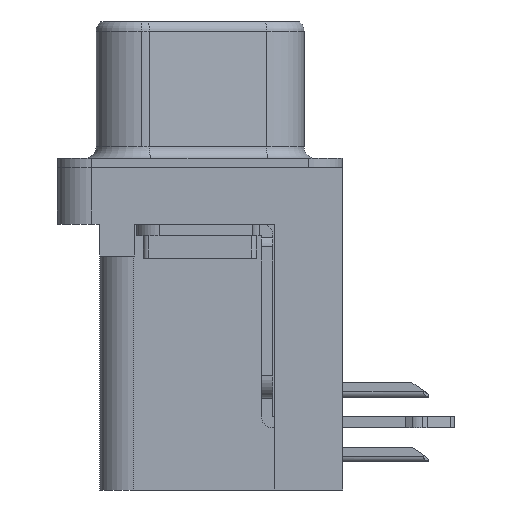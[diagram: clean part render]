
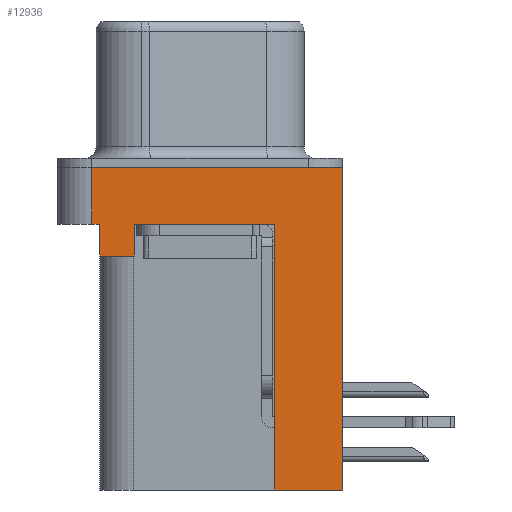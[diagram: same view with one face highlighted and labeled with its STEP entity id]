
A CAD part, left-side view. The second image highlights one B-rep face of the part: STEP entity #12936.
In plain terms, the highlighted planar face has unit normal (-1, 0, 0).
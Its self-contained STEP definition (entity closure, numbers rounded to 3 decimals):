
#341 = LINE ( 'NONE', #8273, #16460 ) ;
#527 = ORIENTED_EDGE ( 'NONE', *, *, #3168, .F. ) ;
#542 = LINE ( 'NONE', #4176, #15634 ) ;
#682 = EDGE_CURVE ( 'NONE', #14807, #4926, #341, .T. ) ;
#766 = LINE ( 'NONE', #12032, #8480 ) ;
#816 = DIRECTION ( 'NONE',  ( 0., 0., 1. ) ) ;
#852 = EDGE_CURVE ( 'NONE', #15542, #5878, #766, .T. ) ;
#891 = EDGE_LOOP ( 'NONE', ( #2019, #12831, #9698, #16474, #527, #1796, #5133, #9158, #15794, #10033 ) ) ;
#1019 = AXIS2_PLACEMENT_3D ( 'NONE', #13995, #12589, #6210 ) ;
#1055 = CARTESIAN_POINT ( 'NONE',  ( -2.91, 2.895, -3.9 ) ) ;
#1138 = CARTESIAN_POINT ( 'NONE',  ( -2.91, -6.275, -2.5 ) ) ;
#1757 = CARTESIAN_POINT ( 'NONE',  ( -2.91, 4.425, -3.9 ) ) ;
#1796 = ORIENTED_EDGE ( 'NONE', *, *, #5913, .T. ) ;
#1857 = LINE ( 'NONE', #12029, #16486 ) ;
#2019 = ORIENTED_EDGE ( 'NONE', *, *, #682, .F. ) ;
#2347 = FACE_OUTER_BOUND ( 'NONE', #891, .T. ) ;
#3168 = EDGE_CURVE ( 'NONE', #14918, #15542, #13345, .T. ) ;
#3265 = CARTESIAN_POINT ( 'NONE',  ( -2.91, -3.295, -14.2 ) ) ;
#3523 = PLANE ( 'NONE',  #1019 ) ;
#3666 = EDGE_CURVE ( 'NONE', #12358, #3960, #542, .T. ) ;
#3960 = VERTEX_POINT ( 'NONE', #15230 ) ;
#4034 = CARTESIAN_POINT ( 'NONE',  ( -2.91, -3.295, -2.5 ) ) ;
#4176 = CARTESIAN_POINT ( 'NONE',  ( -2.91, -3.295, -14.2 ) ) ;
#4681 = LINE ( 'NONE', #9112, #7424 ) ;
#4926 = VERTEX_POINT ( 'NONE', #15469 ) ;
#4952 = EDGE_CURVE ( 'NONE', #7250, #5878, #4681, .T. ) ;
#5133 = ORIENTED_EDGE ( 'NONE', *, *, #7710, .T. ) ;
#5234 = DIRECTION ( 'NONE',  ( 0., -1., 0. ) ) ;
#5410 = DIRECTION ( 'NONE',  ( 0., -1., 0. ) ) ;
#5655 = DIRECTION ( 'NONE',  ( 0., 0., 1. ) ) ;
#5878 = VERTEX_POINT ( 'NONE', #10818 ) ;
#5913 = EDGE_CURVE ( 'NONE', #14918, #11630, #13817, .T. ) ;
#6210 = DIRECTION ( 'NONE',  ( 0., 0., 1. ) ) ;
#7031 = DIRECTION ( 'NONE',  ( 0., 1., 0. ) ) ;
#7189 = VECTOR ( 'NONE', #7291, 1000. ) ;
#7250 = VERTEX_POINT ( 'NONE', #13857 ) ;
#7291 = DIRECTION ( 'NONE',  ( 0., 0., 1. ) ) ;
#7306 = EDGE_CURVE ( 'NONE', #7250, #14807, #7496, .T. ) ;
#7412 = VERTEX_POINT ( 'NONE', #4034 ) ;
#7424 = VECTOR ( 'NONE', #5234, 1000. ) ;
#7496 = LINE ( 'NONE', #10092, #13803 ) ;
#7548 = LINE ( 'NONE', #1138, #8486 ) ;
#7552 = CARTESIAN_POINT ( 'NONE',  ( -2.91, 2.895, -2.5 ) ) ;
#7710 = EDGE_CURVE ( 'NONE', #11630, #7412, #7548, .T. ) ;
#8067 = DIRECTION ( 'NONE',  ( 0., 0., 1. ) ) ;
#8273 = CARTESIAN_POINT ( 'NONE',  ( -2.91, -6.275, 0. ) ) ;
#8312 = CARTESIAN_POINT ( 'NONE',  ( -2.91, 4.775, 0. ) ) ;
#8480 = VECTOR ( 'NONE', #5655, 1000. ) ;
#8486 = VECTOR ( 'NONE', #5410, 1000. ) ;
#9112 = CARTESIAN_POINT ( 'NONE',  ( -2.91, -6.275, -2.5 ) ) ;
#9158 = ORIENTED_EDGE ( 'NONE', *, *, #10185, .F. ) ;
#9659 = CARTESIAN_POINT ( 'NONE',  ( -2.91, 4.425, -3.9 ) ) ;
#9698 = ORIENTED_EDGE ( 'NONE', *, *, #4952, .T. ) ;
#10033 = ORIENTED_EDGE ( 'NONE', *, *, #13508, .T. ) ;
#10092 = CARTESIAN_POINT ( 'NONE',  ( -2.91, 4.775, -2.5 ) ) ;
#10185 = EDGE_CURVE ( 'NONE', #3960, #7412, #15687, .T. ) ;
#10217 = CARTESIAN_POINT ( 'NONE',  ( -2.91, 2.895, -3.9 ) ) ;
#10769 = DIRECTION ( 'NONE',  ( 0., 0., 1. ) ) ;
#10818 = CARTESIAN_POINT ( 'NONE',  ( -2.91, 4.425, -2.5 ) ) ;
#11630 = VERTEX_POINT ( 'NONE', #7552 ) ;
#11704 = VECTOR ( 'NONE', #816, 1000. ) ;
#11939 = DIRECTION ( 'NONE',  ( 0., -1., 0. ) ) ;
#12029 = CARTESIAN_POINT ( 'NONE',  ( -2.91, -6.275, -2.5 ) ) ;
#12032 = CARTESIAN_POINT ( 'NONE',  ( -2.91, 4.425, -3.9 ) ) ;
#12358 = VERTEX_POINT ( 'NONE', #14052 ) ;
#12589 = DIRECTION ( 'NONE',  ( -1., 0., 0. ) ) ;
#12831 = ORIENTED_EDGE ( 'NONE', *, *, #7306, .F. ) ;
#12936 = ADVANCED_FACE ( 'NONE', ( #2347 ), #3523, .T. ) ;
#13345 = LINE ( 'NONE', #9659, #14008 ) ;
#13508 = EDGE_CURVE ( 'NONE', #12358, #4926, #1857, .T. ) ;
#13803 = VECTOR ( 'NONE', #8067, 1000. ) ;
#13817 = LINE ( 'NONE', #10217, #7189 ) ;
#13857 = CARTESIAN_POINT ( 'NONE',  ( -2.91, 4.775, -2.5 ) ) ;
#13995 = CARTESIAN_POINT ( 'NONE',  ( -2.91, -6.275, -2.5 ) ) ;
#14008 = VECTOR ( 'NONE', #14493, 1000. ) ;
#14052 = CARTESIAN_POINT ( 'NONE',  ( -2.91, -6.275, -14.2 ) ) ;
#14493 = DIRECTION ( 'NONE',  ( 0., 1., 0. ) ) ;
#14807 = VERTEX_POINT ( 'NONE', #8312 ) ;
#14918 = VERTEX_POINT ( 'NONE', #1055 ) ;
#15230 = CARTESIAN_POINT ( 'NONE',  ( -2.91, -3.295, -14.2 ) ) ;
#15469 = CARTESIAN_POINT ( 'NONE',  ( -2.91, -6.275, 0. ) ) ;
#15542 = VERTEX_POINT ( 'NONE', #1757 ) ;
#15634 = VECTOR ( 'NONE', #7031, 1000. ) ;
#15687 = LINE ( 'NONE', #3265, #11704 ) ;
#15794 = ORIENTED_EDGE ( 'NONE', *, *, #3666, .F. ) ;
#16460 = VECTOR ( 'NONE', #11939, 1000. ) ;
#16474 = ORIENTED_EDGE ( 'NONE', *, *, #852, .F. ) ;
#16486 = VECTOR ( 'NONE', #10769, 1000. ) ;
